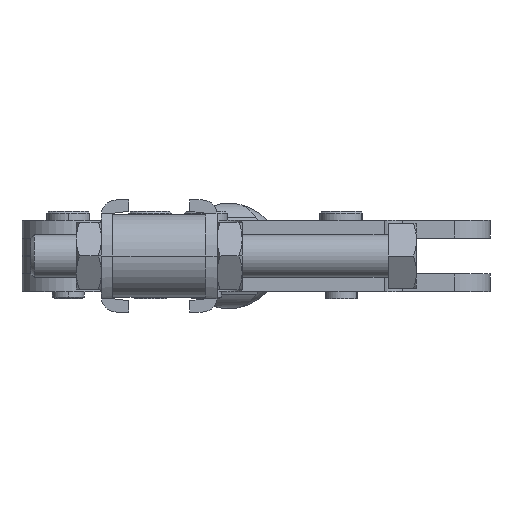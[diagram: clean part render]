
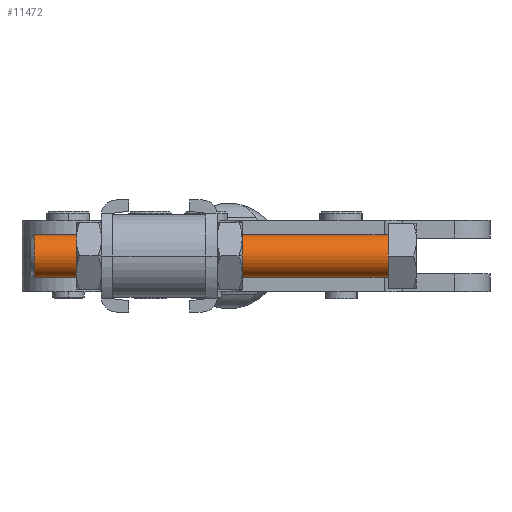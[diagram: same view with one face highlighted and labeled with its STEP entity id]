
A CAD part, left-side view. The second image highlights one B-rep face of the part: STEP entity #11472.
In plain terms, the highlighted cylindrical face has radius 6 mm (diameter 12 mm), a partial arc.
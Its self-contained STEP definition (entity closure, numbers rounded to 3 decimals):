
#36 = ORIENTED_EDGE ( 'NONE', *, *, #2181, .F. ) ;
#303 = DIRECTION ( 'NONE',  ( 0., 0., 1. ) ) ;
#695 = EDGE_CURVE ( 'NONE', #12141, #12092, #8346, .T. ) ;
#843 = CARTESIAN_POINT ( 'NONE',  ( -73.26, 7.95, 6. ) ) ;
#1642 = EDGE_CURVE ( 'NONE', #12092, #2260, #4470, .T. ) ;
#2063 = VERTEX_POINT ( 'NONE', #843 ) ;
#2181 = EDGE_CURVE ( 'NONE', #12141, #2063, #9791, .T. ) ;
#2260 = VERTEX_POINT ( 'NONE', #7576 ) ;
#2685 = CARTESIAN_POINT ( 'NONE',  ( -73.26, 106.986, -6. ) ) ;
#2714 = CARTESIAN_POINT ( 'NONE',  ( -73.26, 106.986, 6. ) ) ;
#3731 = ORIENTED_EDGE ( 'NONE', *, *, #8700, .F. ) ;
#3733 = EDGE_LOOP ( 'NONE', ( #7749, #8329, #3731, #36 ) ) ;
#3750 = DIRECTION ( 'NONE',  ( 0., -1., 0. ) ) ;
#3795 = CARTESIAN_POINT ( 'NONE',  ( -73.26, 0., -6. ) ) ;
#4128 = CARTESIAN_POINT ( 'NONE',  ( -73.26, 7.95, 0. ) ) ;
#4357 = AXIS2_PLACEMENT_3D ( 'NONE', #4128, #6922, #6613 ) ;
#4470 = LINE ( 'NONE', #3795, #4817 ) ;
#4817 = VECTOR ( 'NONE', #3750, 1000. ) ;
#5026 = FACE_OUTER_BOUND ( 'NONE', #3733, .T. ) ;
#5331 = AXIS2_PLACEMENT_3D ( 'NONE', #7009, #6974, #6957 ) ;
#6613 = DIRECTION ( 'NONE',  ( 0., 0., -1. ) ) ;
#6922 = DIRECTION ( 'NONE',  ( 0., -1., 0. ) ) ;
#6957 = DIRECTION ( 'NONE',  ( 0., 0., 1. ) ) ;
#6974 = DIRECTION ( 'NONE',  ( 0., -1., 0. ) ) ;
#7009 = CARTESIAN_POINT ( 'NONE',  ( -73.26, 106.986, 0. ) ) ;
#7576 = CARTESIAN_POINT ( 'NONE',  ( -73.26, 7.95, -6. ) ) ;
#7749 = ORIENTED_EDGE ( 'NONE', *, *, #695, .T. ) ;
#8310 = CARTESIAN_POINT ( 'NONE',  ( -73.26, 0., 6. ) ) ;
#8327 = CARTESIAN_POINT ( 'NONE',  ( -73.26, 0., 0. ) ) ;
#8329 = ORIENTED_EDGE ( 'NONE', *, *, #1642, .T. ) ;
#8346 = CIRCLE ( 'NONE', #5331, 6. ) ;
#8700 = EDGE_CURVE ( 'NONE', #2063, #2260, #9570, .T. ) ;
#9570 = CIRCLE ( 'NONE', #4357, 6. ) ;
#9791 = LINE ( 'NONE', #8310, #10063 ) ;
#10063 = VECTOR ( 'NONE', #11870, 1000. ) ;
#11472 = ADVANCED_FACE ( 'NONE', ( #5026 ), #12182, .T. ) ;
#11572 = DIRECTION ( 'NONE',  ( 0., -1., 0. ) ) ;
#11766 = AXIS2_PLACEMENT_3D ( 'NONE', #8327, #11572, #303 ) ;
#11870 = DIRECTION ( 'NONE',  ( 0., -1., 0. ) ) ;
#12092 = VERTEX_POINT ( 'NONE', #2685 ) ;
#12141 = VERTEX_POINT ( 'NONE', #2714 ) ;
#12182 = CYLINDRICAL_SURFACE ( 'NONE', #11766, 6. ) ;
